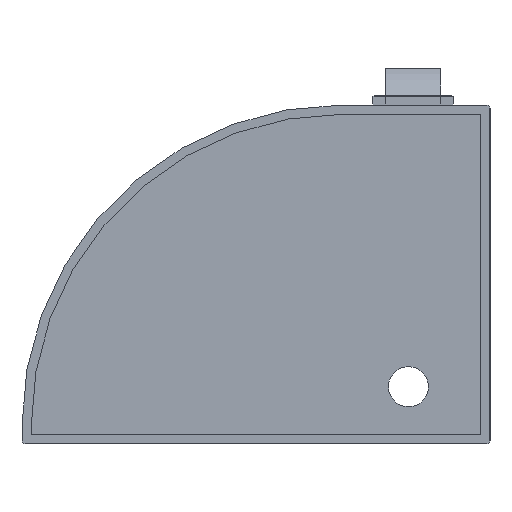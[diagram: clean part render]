
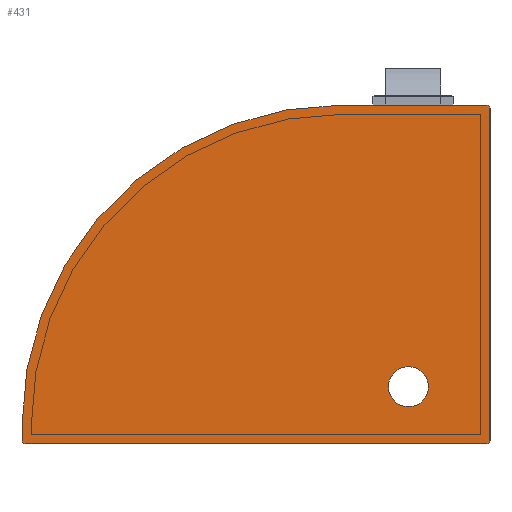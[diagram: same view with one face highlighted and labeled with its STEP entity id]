
A CAD part, left-side view. The second image highlights one B-rep face of the part: STEP entity #431.
In plain terms, the highlighted planar face has unit normal (-1, 0, 0).
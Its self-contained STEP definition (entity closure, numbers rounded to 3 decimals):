
#5 = CARTESIAN_POINT ( 'NONE',  ( -479., 0.75, -18.25 ) ) ;
#83 = LINE ( 'NONE', #5027, #2531 ) ;
#160 = CARTESIAN_POINT ( 'NONE',  ( -479., 11.5, -24.5 ) ) ;
#168 = CIRCLE ( 'NONE', #3052, 0.5 ) ;
#169 = EDGE_CURVE ( 'NONE', #3123, #1658, #1621, .T. ) ;
#228 = DIRECTION ( 'NONE',  ( 0., -1., 0. ) ) ;
#261 = EDGE_CURVE ( 'NONE', #2338, #2365, #5576, .T. ) ;
#296 = DIRECTION ( 'NONE',  ( -1., 0., 0. ) ) ;
#322 = ORIENTED_EDGE ( 'NONE', *, *, #2222, .T. ) ;
#325 = CARTESIAN_POINT ( 'NONE',  ( -479., -12., -27.5 ) ) ;
#431 = ADVANCED_FACE ( 'NONE', ( #3787, #2861 ), #3089, .F. ) ;
#527 = DIRECTION ( 'NONE',  ( 0., 0., -1. ) ) ;
#689 = DIRECTION ( 'NONE',  ( 1., 0., 0. ) ) ;
#838 = CARTESIAN_POINT ( 'NONE',  ( -479., 63., -27. ) ) ;
#1037 = EDGE_CURVE ( 'NONE', #2841, #2365, #5143, .T. ) ;
#1156 = VERTEX_POINT ( 'NONE', #4164 ) ;
#1235 = ORIENTED_EDGE ( 'NONE', *, *, #5646, .F. ) ;
#1259 = LINE ( 'NONE', #2654, #4611 ) ;
#1288 = EDGE_CURVE ( 'NONE', #2338, #2118, #6002, .T. ) ;
#1370 = DIRECTION ( 'NONE',  ( 0., 0., -1. ) ) ;
#1621 = CIRCLE ( 'NONE', #5873, 52. ) ;
#1658 = VERTEX_POINT ( 'NONE', #5086 ) ;
#1705 = EDGE_CURVE ( 'NONE', #4694, #2118, #5573, .T. ) ;
#2075 = CARTESIAN_POINT ( 'NONE',  ( -479., 63., -27.5 ) ) ;
#2118 = VERTEX_POINT ( 'NONE', #2075 ) ;
#2222 = EDGE_CURVE ( 'NONE', #2841, #3772, #168, .T. ) ;
#2338 = VERTEX_POINT ( 'NONE', #325 ) ;
#2365 = VERTEX_POINT ( 'NONE', #4581 ) ;
#2370 = EDGE_CURVE ( 'NONE', #4694, #3123, #83, .T. ) ;
#2493 = ORIENTED_EDGE ( 'NONE', *, *, #4999, .T. ) ;
#2531 = VECTOR ( 'NONE', #5470, 1000. ) ;
#2547 = DIRECTION ( 'NONE',  ( 0., 1., 0. ) ) ;
#2557 = CARTESIAN_POINT ( 'NONE',  ( -479., 63.5, -24.5 ) ) ;
#2600 = AXIS2_PLACEMENT_3D ( 'NONE', #5, #3404, #527 ) ;
#2638 = ORIENTED_EDGE ( 'NONE', *, *, #1705, .T. ) ;
#2654 = CARTESIAN_POINT ( 'NONE',  ( -479., 11.5, 27.5 ) ) ;
#2680 = CARTESIAN_POINT ( 'NONE',  ( -479., -12., 27. ) ) ;
#2704 = CIRCLE ( 'NONE', #2600, 3.25 ) ;
#2751 = DIRECTION ( 'NONE',  ( 0., 0., -1. ) ) ;
#2774 = CARTESIAN_POINT ( 'NONE',  ( -479., 11.5, -24.5 ) ) ;
#2841 = VERTEX_POINT ( 'NONE', #5420 ) ;
#2861 = FACE_BOUND ( 'NONE', #5491, .T. ) ;
#2960 = ORIENTED_EDGE ( 'NONE', *, *, #169, .F. ) ;
#3052 = AXIS2_PLACEMENT_3D ( 'NONE', #2680, #5811, #3163 ) ;
#3089 = PLANE ( 'NONE',  #5338 ) ;
#3123 = VERTEX_POINT ( 'NONE', #2557 ) ;
#3163 = DIRECTION ( 'NONE',  ( 0., 0., -1. ) ) ;
#3194 = AXIS2_PLACEMENT_3D ( 'NONE', #838, #4106, #1370 ) ;
#3197 = CARTESIAN_POINT ( 'NONE',  ( -479., -12., -27. ) ) ;
#3262 = DIRECTION ( 'NONE',  ( 0., 0., 1. ) ) ;
#3359 = VECTOR ( 'NONE', #2751, 1000. ) ;
#3404 = DIRECTION ( 'NONE',  ( 1., 0., 0. ) ) ;
#3508 = CARTESIAN_POINT ( 'NONE',  ( -479., 63.5, -27. ) ) ;
#3647 = DIRECTION ( 'NONE',  ( 0., 0., -1. ) ) ;
#3772 = VERTEX_POINT ( 'NONE', #4629 ) ;
#3787 = FACE_OUTER_BOUND ( 'NONE', #4928, .T. ) ;
#3795 = VECTOR ( 'NONE', #2547, 1000. ) ;
#3913 = CARTESIAN_POINT ( 'NONE',  ( -479., -12.5, -27.5 ) ) ;
#3971 = DIRECTION ( 'NONE',  ( 0., 0., 1. ) ) ;
#4106 = DIRECTION ( 'NONE',  ( -1., 0., 0. ) ) ;
#4164 = CARTESIAN_POINT ( 'NONE',  ( -479., 0.75, -21.5 ) ) ;
#4581 = CARTESIAN_POINT ( 'NONE',  ( -479., -12.5, -27. ) ) ;
#4611 = VECTOR ( 'NONE', #228, 1000. ) ;
#4629 = CARTESIAN_POINT ( 'NONE',  ( -479., -12., 27.5 ) ) ;
#4694 = VERTEX_POINT ( 'NONE', #3508 ) ;
#4891 = ORIENTED_EDGE ( 'NONE', *, *, #1288, .F. ) ;
#4928 = EDGE_LOOP ( 'NONE', ( #5595, #2638, #4891, #5967, #5556, #322, #1235, #2960 ) ) ;
#4999 = EDGE_CURVE ( 'NONE', #1156, #1156, #2704, .T. ) ;
#5027 = CARTESIAN_POINT ( 'NONE',  ( -479., 63.5, -24.5 ) ) ;
#5086 = CARTESIAN_POINT ( 'NONE',  ( -479., 11.5, 27.5 ) ) ;
#5143 = LINE ( 'NONE', #5440, #3359 ) ;
#5338 = AXIS2_PLACEMENT_3D ( 'NONE', #160, #689, #3971 ) ;
#5420 = CARTESIAN_POINT ( 'NONE',  ( -479., -12.5, 27. ) ) ;
#5440 = CARTESIAN_POINT ( 'NONE',  ( -479., -12.5, 27.5 ) ) ;
#5470 = DIRECTION ( 'NONE',  ( 0., 0., 1. ) ) ;
#5491 = EDGE_LOOP ( 'NONE', ( #2493 ) ) ;
#5556 = ORIENTED_EDGE ( 'NONE', *, *, #1037, .F. ) ;
#5573 = CIRCLE ( 'NONE', #3194, 0.5 ) ;
#5576 = CIRCLE ( 'NONE', #5677, 0.5 ) ;
#5595 = ORIENTED_EDGE ( 'NONE', *, *, #2370, .F. ) ;
#5646 = EDGE_CURVE ( 'NONE', #1658, #3772, #1259, .T. ) ;
#5677 = AXIS2_PLACEMENT_3D ( 'NONE', #3197, #296, #3647 ) ;
#5811 = DIRECTION ( 'NONE',  ( -1., 0., 0. ) ) ;
#5873 = AXIS2_PLACEMENT_3D ( 'NONE', #2774, #5896, #3262 ) ;
#5896 = DIRECTION ( 'NONE',  ( 1., 0., 0. ) ) ;
#5967 = ORIENTED_EDGE ( 'NONE', *, *, #261, .T. ) ;
#6002 = LINE ( 'NONE', #3913, #3795 ) ;
